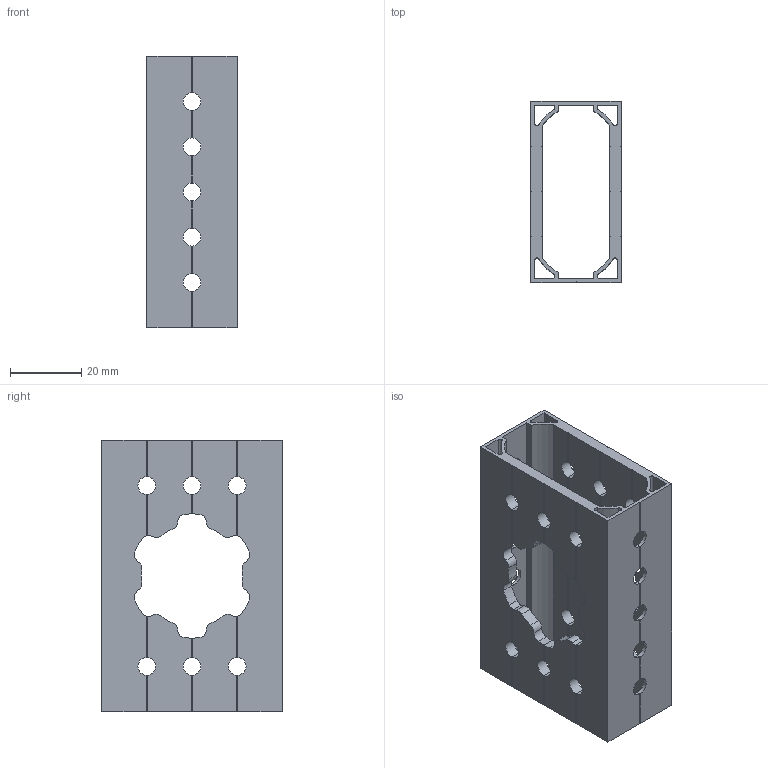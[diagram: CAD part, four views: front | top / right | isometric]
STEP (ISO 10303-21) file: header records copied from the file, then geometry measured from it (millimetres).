
FILE_DESCRIPTION (( 'STEP AP203' ), '1' );
FILE_NAME ('REV-21-2163.STEP', '2022-04-27T19:44:00', ( '' ), ( '' ), 'SwSTEP 2.0', 'SolidWorks 2022', '' );
FILE_SCHEMA (( 'CONFIG_CONTROL_DESIGN' ));
Length unit declared in the file: inch
Products named in the file (1): REV-21-2163
Bounding box: 25.4 x 50.8 x 76.2 mm (x, y, z)
Volume: 20240.6 mm3; surface area: 25405 mm2
Topology: 1 solids, 1 shells, 308 faces, 960 edges, 616 vertices
Faces by surface type: plane 164, cylinder 144
Entity records: 10851 total; most frequent: CARTESIAN_POINT 2437, ORIENTED_EDGE 1920, DIRECTION 1702, EDGE_CURVE 960, AXIS2_PLACEMENT_3D 617, VERTEX_POINT 616, VECTOR 468, LINE 468
